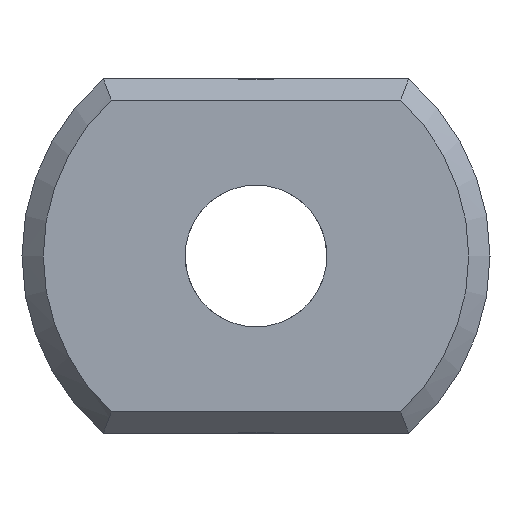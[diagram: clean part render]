
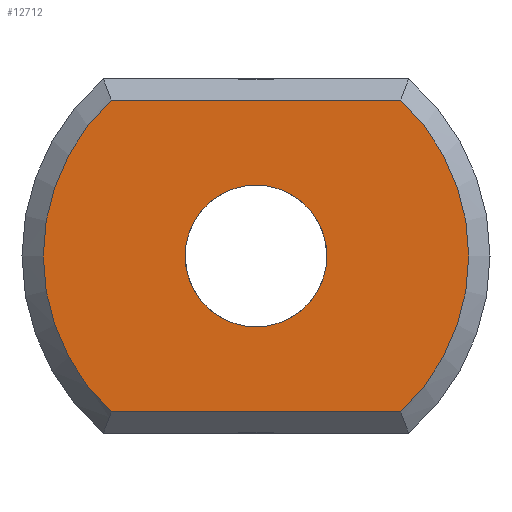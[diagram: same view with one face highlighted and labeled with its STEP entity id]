
A CAD part, left-side view. The second image highlights one B-rep face of the part: STEP entity #12712.
In plain terms, the highlighted planar face has unit normal (-1, 0, 0).
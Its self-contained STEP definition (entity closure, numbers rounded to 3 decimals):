
#3182 = VERTEX_POINT('',#3183);
#3183 = CARTESIAN_POINT('',(0.,-2.04,2.2));
#3192 = VERTEX_POINT('',#3193);
#3193 = CARTESIAN_POINT('',(0.,-2.04,-2.2));
#3200 = EDGE_CURVE('',#3182,#3192,#3201,.T.);
#3201 = CIRCLE('',#3202,3.);
#3202 = AXIS2_PLACEMENT_3D('',#3203,#3204,#3205);
#3203 = CARTESIAN_POINT('',(0.,0.,0.));
#3204 = DIRECTION('',(1.,0.,0.));
#3205 = DIRECTION('',(0.,-0.653,0.758)
  );
#3378 = VERTEX_POINT('',#3379);
#3379 = CARTESIAN_POINT('',(0.,2.04,2.2));
#3386 = EDGE_CURVE('',#3182,#3378,#3387,.T.);
#3387 = LINE('',#3388,#3389);
#3388 = CARTESIAN_POINT('',(0.,-2.154,2.2));
#3389 = VECTOR('',#3390,1.);
#3390 = DIRECTION('',(0.,1.,0.));
#12712 = ADVANCED_FACE('',(#12713,#12732),#12743,.F.);
#12713 = FACE_BOUND('',#12714,.F.);
#12714 = EDGE_LOOP('',(#12715,#12724,#12725,#12726));
#12715 = ORIENTED_EDGE('',*,*,#12716,.T.);
#12716 = EDGE_CURVE('',#12717,#3378,#12719,.T.);
#12717 = VERTEX_POINT('',#12718);
#12718 = CARTESIAN_POINT('',(0.,2.04,-2.2));
#12719 = CIRCLE('',#12720,3.);
#12720 = AXIS2_PLACEMENT_3D('',#12721,#12722,#12723);
#12721 = CARTESIAN_POINT('',(0.,0.,0.));
#12722 = DIRECTION('',(1.,0.,0.));
#12723 = DIRECTION('',(0.,0.653,-0.758)
  );
#12724 = ORIENTED_EDGE('',*,*,#3386,.F.);
#12725 = ORIENTED_EDGE('',*,*,#3200,.T.);
#12726 = ORIENTED_EDGE('',*,*,#12727,.T.);
#12727 = EDGE_CURVE('',#3192,#12717,#12728,.T.);
#12728 = LINE('',#12729,#12730);
#12729 = CARTESIAN_POINT('',(0.,-2.154,-2.2));
#12730 = VECTOR('',#12731,1.);
#12731 = DIRECTION('',(0.,1.,0.));
#12732 = FACE_BOUND('',#12733,.T.);
#12733 = EDGE_LOOP('',(#12734));
#12734 = ORIENTED_EDGE('',*,*,#12735,.T.);
#12735 = EDGE_CURVE('',#12736,#12736,#12738,.T.);
#12736 = VERTEX_POINT('',#12737);
#12737 = CARTESIAN_POINT('',(0.,1.,0.)
  );
#12738 = CIRCLE('',#12739,1.);
#12739 = AXIS2_PLACEMENT_3D('',#12740,#12741,#12742);
#12740 = CARTESIAN_POINT('',(0.,0.,0.));
#12741 = DIRECTION('',(1.,0.,0.));
#12742 = DIRECTION('',(0.,1.,0.));
#12743 = PLANE('',#12744);
#12744 = AXIS2_PLACEMENT_3D('',#12745,#12746,#12747);
#12745 = CARTESIAN_POINT('',(0.,0.,0.));
#12746 = DIRECTION('',(1.,0.,0.));
#12747 = DIRECTION('',(0.,0.,1.));
